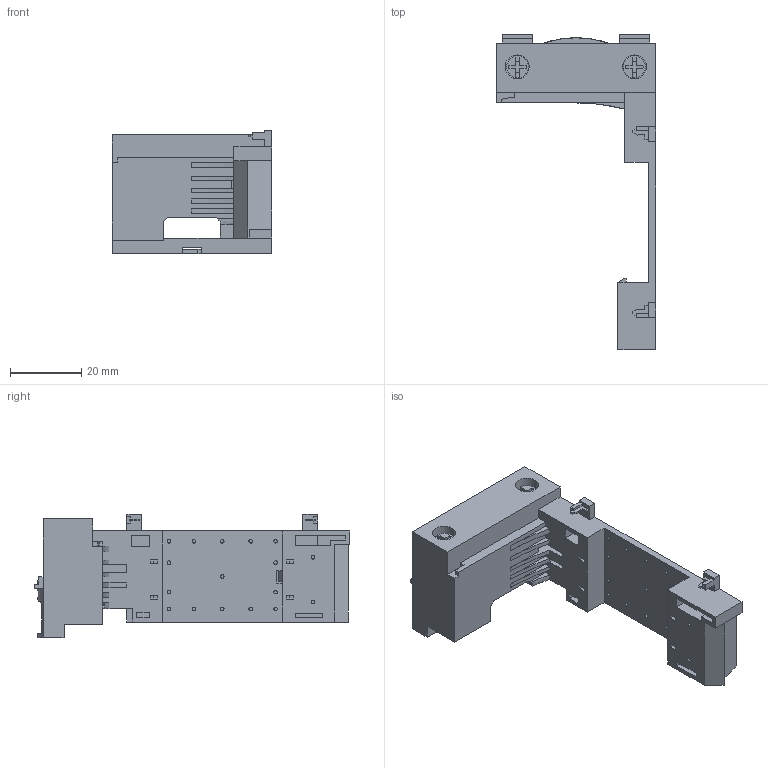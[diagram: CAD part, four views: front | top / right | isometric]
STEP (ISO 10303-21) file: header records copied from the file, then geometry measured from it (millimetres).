
FILE_DESCRIPTION((''),'2;1');
FILE_NAME('LAD4BB-3D_ASM','2023-08-11T11:29:18',('SESA730405'),('Schneider-Electric'),'CREO PARAMETRIC BY PTC INC, 2021284','CREO PARAMETRIC BY PTC INC, 2021284','');
FILE_SCHEMA(('AP242_MANAGED_MODEL_BASED_3D_ENGINEERING_MIM_LF { 1 0 10303 442 1 1 4 }'));
Length unit declared in the file: millimetre
Products named in the file (2): LAD4BB-3D; LAD4BB-3D_ASM
Assembly tree (1 placements, depth 2):
  LAD4BB-3D_ASM
    LAD4BB-3D
Bounding box: 44.85 x 88.8 x 34.6 mm (x, y, z)
Volume: 28709.4 mm3; surface area: 12928.8 mm2
Topology: 1 solids, 1 shells, 339 faces, 890 edges, 591 vertices
Faces by surface type: plane 276, cylinder 63
Entity records: 10474 total; most frequent: CARTESIAN_POINT 1831, ORIENTED_EDGE 1780, DIRECTION 1710, EDGE_CURVE 890, VECTOR 748, LINE 748, VERTEX_POINT 591, AXIS2_PLACEMENT_3D 481
